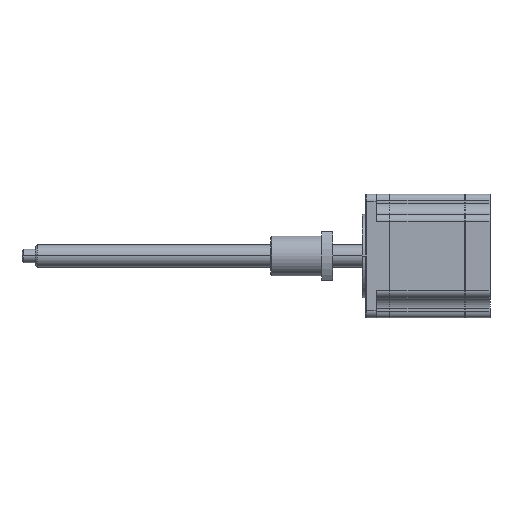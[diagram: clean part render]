
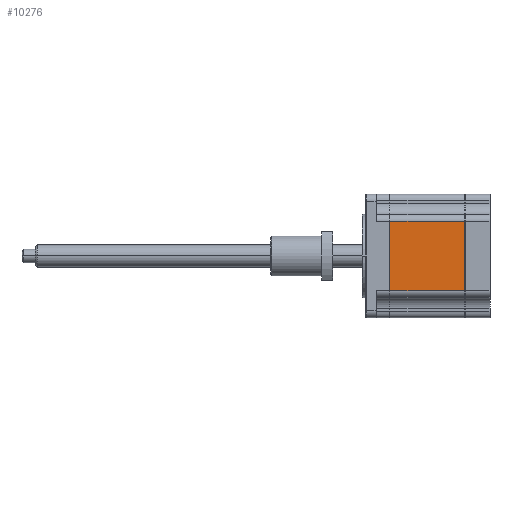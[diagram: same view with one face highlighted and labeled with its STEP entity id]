
A CAD part, left-side view. The second image highlights one B-rep face of the part: STEP entity #10276.
In plain terms, the highlighted planar face has unit normal (-1, 0, 0).
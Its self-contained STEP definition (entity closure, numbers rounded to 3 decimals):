
#165 = VECTOR ( 'NONE', #13207, 1000. ) ;
#242 = LINE ( 'NONE', #3801, #10520 ) ;
#484 = LINE ( 'NONE', #10042, #165 ) ;
#674 = VECTOR ( 'NONE', #10084, 1000. ) ;
#766 = CARTESIAN_POINT ( 'NONE',  ( -44.479, -60.672, 47.85 ) ) ;
#1217 = ORIENTED_EDGE ( 'NONE', *, *, #1332, .T. ) ;
#1332 = EDGE_CURVE ( 'NONE', #3875, #9601, #484, .T. ) ;
#1344 = CARTESIAN_POINT ( 'NONE',  ( -44.479, -26.672, 47.85 ) ) ;
#1827 = DIRECTION ( 'NONE',  ( 1., 0., 0. ) ) ;
#3070 = LINE ( 'NONE', #11073, #5816 ) ;
#3279 = VERTEX_POINT ( 'NONE', #6567 ) ;
#3434 = ORIENTED_EDGE ( 'NONE', *, *, #5552, .F. ) ;
#3801 = CARTESIAN_POINT ( 'NONE',  ( -44.479, -60.672, 79.45 ) ) ;
#3875 = VERTEX_POINT ( 'NONE', #4571 ) ;
#4182 = EDGE_CURVE ( 'NONE', #9883, #9601, #3070, .T. ) ;
#4563 = FACE_OUTER_BOUND ( 'NONE', #11178, .T. ) ;
#4571 = CARTESIAN_POINT ( 'NONE',  ( -44.479, -26.672, 79.45 ) ) ;
#5053 = DIRECTION ( 'NONE',  ( 0., 1., 0. ) ) ;
#5276 = CARTESIAN_POINT ( 'NONE',  ( -44.479, -60.672, 47.85 ) ) ;
#5552 = EDGE_CURVE ( 'NONE', #3279, #9883, #8554, .T. ) ;
#5816 = VECTOR ( 'NONE', #5053, 1000. ) ;
#6147 = CARTESIAN_POINT ( 'NONE',  ( -44.479, -60.672, 47.85 ) ) ;
#6567 = CARTESIAN_POINT ( 'NONE',  ( -44.479, -60.672, 79.45 ) ) ;
#6972 = PLANE ( 'NONE',  #9040 ) ;
#7559 = ORIENTED_EDGE ( 'NONE', *, *, #4182, .F. ) ;
#8554 = LINE ( 'NONE', #6147, #674 ) ;
#8960 = DIRECTION ( 'NONE',  ( 0., 0., 1. ) ) ;
#9040 = AXIS2_PLACEMENT_3D ( 'NONE', #766, #1827, #8960 ) ;
#9601 = VERTEX_POINT ( 'NONE', #1344 ) ;
#9883 = VERTEX_POINT ( 'NONE', #5276 ) ;
#10042 = CARTESIAN_POINT ( 'NONE',  ( -44.479, -26.672, 47.85 ) ) ;
#10084 = DIRECTION ( 'NONE',  ( 0., 0., -1. ) ) ;
#10218 = EDGE_CURVE ( 'NONE', #3279, #3875, #242, .T. ) ;
#10276 = ADVANCED_FACE ( 'NONE', ( #4563 ), #6972, .F. ) ;
#10322 = ORIENTED_EDGE ( 'NONE', *, *, #10218, .T. ) ;
#10520 = VECTOR ( 'NONE', #10837, 1000. ) ;
#10837 = DIRECTION ( 'NONE',  ( 0., 1., 0. ) ) ;
#11073 = CARTESIAN_POINT ( 'NONE',  ( -44.479, -60.672, 47.85 ) ) ;
#11178 = EDGE_LOOP ( 'NONE', ( #1217, #7559, #3434, #10322 ) ) ;
#13207 = DIRECTION ( 'NONE',  ( 0., 0., -1. ) ) ;
